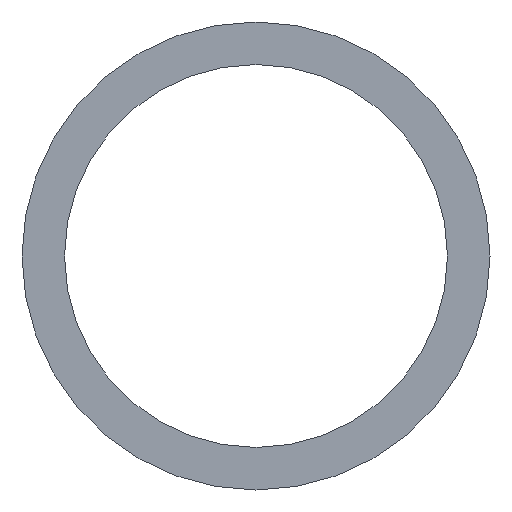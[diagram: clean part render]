
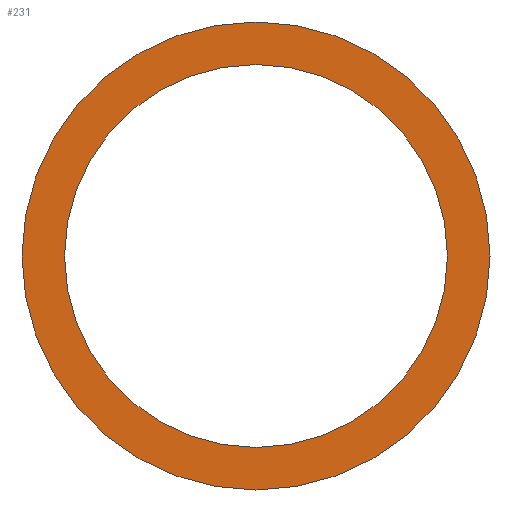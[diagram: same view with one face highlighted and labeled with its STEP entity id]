
A CAD part, left-side view. The second image highlights one B-rep face of the part: STEP entity #231.
In plain terms, the highlighted planar face has unit normal (-1, 0, 0).
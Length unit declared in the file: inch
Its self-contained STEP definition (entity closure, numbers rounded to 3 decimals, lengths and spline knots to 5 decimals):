
#16 = ORIENTED_EDGE ( 'NONE', *, *, #17, .F. ) ;
#17 = EDGE_CURVE ( 'NONE', #244, #241, #73, .T. ) ;
#18 = ORIENTED_EDGE ( 'NONE', *, *, #243, .F. ) ;
#25 = ORIENTED_EDGE ( 'NONE', *, *, #26, .T. ) ;
#26 = EDGE_CURVE ( 'NONE', #225, #228, #76, .T. ) ;
#38 = DIRECTION ( 'NONE',  ( 0., 0., 1. ) ) ;
#50 = PLANE ( 'NONE',  #51 ) ;
#51 = AXIS2_PLACEMENT_3D ( 'NONE', #53, #52, #38 ) ;
#52 = DIRECTION ( 'NONE',  ( -1., 0., 0. ) ) ;
#53 = CARTESIAN_POINT ( 'NONE',  ( 0., -0.315, 0. ) ) ;
#63 = DIRECTION ( 'NONE',  ( 0., 0., 1. ) ) ;
#68 = DIRECTION ( 'NONE',  ( 0., 0., 1. ) ) ;
#69 = DIRECTION ( 'NONE',  ( -1., 0., 0. ) ) ;
#70 = CARTESIAN_POINT ( 'NONE',  ( 0., 0., 0. ) ) ;
#71 = AXIS2_PLACEMENT_3D ( 'NONE', #70, #69, #68 ) ;
#73 = CIRCLE ( 'NONE', #74, 0.315 ) ;
#74 = AXIS2_PLACEMENT_3D ( 'NONE', #75, #82, #63 ) ;
#75 = CARTESIAN_POINT ( 'NONE',  ( 0., 0., 0. ) ) ;
#76 = CIRCLE ( 'NONE', #71, 0.385 ) ;
#82 = DIRECTION ( 'NONE',  ( -1., 0., 0. ) ) ;
#86 = CARTESIAN_POINT ( 'NONE',  ( 0., 0., -0.385 ) ) ;
#90 = FACE_BOUND ( 'NONE', #234, .T. ) ;
#91 = FACE_OUTER_BOUND ( 'NONE', #232, .T. ) ;
#96 = CIRCLE ( 'NONE', #101, 0.385 ) ;
#97 = DIRECTION ( 'NONE',  ( 0., 0., 1. ) ) ;
#98 = DIRECTION ( 'NONE',  ( -1., 0., 0. ) ) ;
#99 = CARTESIAN_POINT ( 'NONE',  ( 0., 0., 0. ) ) ;
#100 = CARTESIAN_POINT ( 'NONE',  ( 0., 0., 0.385 ) ) ;
#101 = AXIS2_PLACEMENT_3D ( 'NONE', #99, #98, #97 ) ;
#108 = CARTESIAN_POINT ( 'NONE',  ( 0., 0., -0.315 ) ) ;
#112 = CARTESIAN_POINT ( 'NONE',  ( 0., 0., 0. ) ) ;
#115 = DIRECTION ( 'NONE',  ( 0., 0., 1. ) ) ;
#116 = DIRECTION ( 'NONE',  ( -1., 0., 0. ) ) ;
#117 = AXIS2_PLACEMENT_3D ( 'NONE', #112, #116, #115 ) ;
#118 = CIRCLE ( 'NONE', #117, 0.315 ) ;
#128 = CARTESIAN_POINT ( 'NONE',  ( 0., 0., 0.315 ) ) ;
#225 = VERTEX_POINT ( 'NONE', #86 ) ;
#227 = EDGE_CURVE ( 'NONE', #228, #225, #96, .T. ) ;
#228 = VERTEX_POINT ( 'NONE', #100 ) ;
#231 = ADVANCED_FACE ( 'NONE', ( #91, #90 ), #50, .T. ) ;
#232 = EDGE_LOOP ( 'NONE', ( #233, #25 ) ) ;
#233 = ORIENTED_EDGE ( 'NONE', *, *, #227, .T. ) ;
#234 = EDGE_LOOP ( 'NONE', ( #16, #18 ) ) ;
#241 = VERTEX_POINT ( 'NONE', #108 ) ;
#243 = EDGE_CURVE ( 'NONE', #241, #244, #118, .T. ) ;
#244 = VERTEX_POINT ( 'NONE', #128 ) ;
